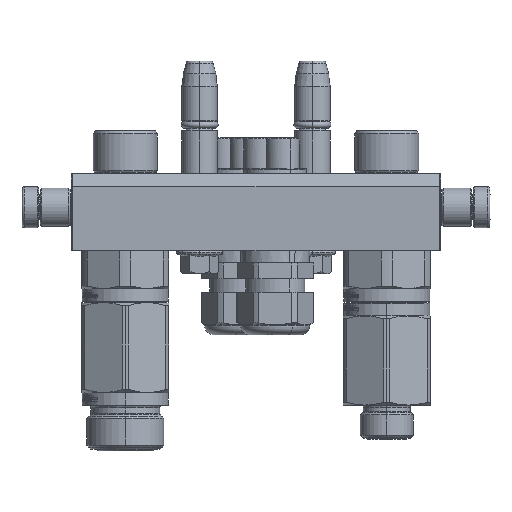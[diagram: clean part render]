
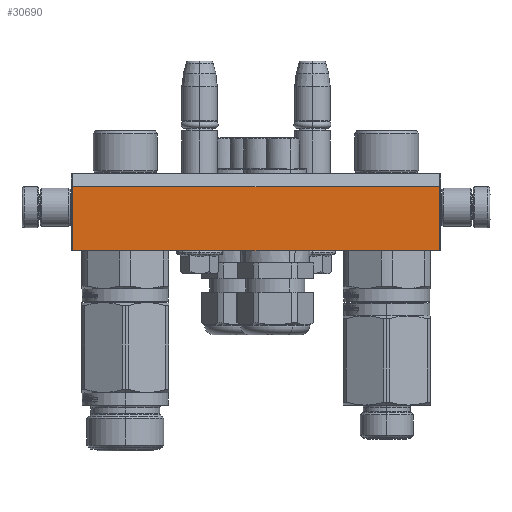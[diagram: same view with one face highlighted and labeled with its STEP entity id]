
A CAD part, left-side view. The second image highlights one B-rep face of the part: STEP entity #30690.
In plain terms, the highlighted face is planar.
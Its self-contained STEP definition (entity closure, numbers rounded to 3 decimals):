
#330 = DIRECTION ( 'NONE',  ( 0., 1., 0. ) ) ;
#843 = EDGE_LOOP ( 'NONE', ( #55831, #7184, #57758, #4437 ) ) ;
#4437 = ORIENTED_EDGE ( 'NONE', *, *, #81371, .T. ) ;
#7184 = ORIENTED_EDGE ( 'NONE', *, *, #52555, .F. ) ;
#7657 = EDGE_CURVE ( 'NONE', #16196, #19896, #81632, .T. ) ;
#8034 = AXIS2_PLACEMENT_3D ( 'NONE', #73174, #34802, #54409 ) ;
#8914 = DIRECTION ( 'NONE',  ( 0., 1., 0. ) ) ;
#13590 = CARTESIAN_POINT ( 'NONE',  ( 0.5, 30., -90. ) ) ;
#16196 = VERTEX_POINT ( 'NONE', #53721 ) ;
#19896 = VERTEX_POINT ( 'NONE', #55389 ) ;
#26421 = DIRECTION ( 'NONE',  ( -1., 0., 0. ) ) ;
#27775 = CARTESIAN_POINT ( 'NONE',  ( 143.5, 5., -90. ) ) ;
#30690 = ADVANCED_FACE ( 'NONE', ( #65636 ), #54691, .T. ) ;
#34802 = DIRECTION ( 'NONE',  ( 0., 0., -1. ) ) ;
#36580 = VECTOR ( 'NONE', #79073, 1000. ) ;
#37638 = VECTOR ( 'NONE', #26421, 1000. ) ;
#49310 = VECTOR ( 'NONE', #330, 1000. ) ;
#50428 = VERTEX_POINT ( 'NONE', #13590 ) ;
#51474 = VERTEX_POINT ( 'NONE', #72218 ) ;
#52555 = EDGE_CURVE ( 'NONE', #16196, #51474, #61090, .T. ) ;
#53721 = CARTESIAN_POINT ( 'NONE',  ( 143.5, 5., -90. ) ) ;
#54409 = DIRECTION ( 'NONE',  ( -1., 0., 0. ) ) ;
#54691 = PLANE ( 'NONE',  #8034 ) ;
#55389 = CARTESIAN_POINT ( 'NONE',  ( 0.5, 5., -90. ) ) ;
#55831 = ORIENTED_EDGE ( 'NONE', *, *, #79626, .F. ) ;
#56072 = VECTOR ( 'NONE', #8914, 1000. ) ;
#57758 = ORIENTED_EDGE ( 'NONE', *, *, #7657, .T. ) ;
#61090 = LINE ( 'NONE', #72858, #56072 ) ;
#64951 = CARTESIAN_POINT ( 'NONE',  ( 143.5, 30., -90. ) ) ;
#65636 = FACE_OUTER_BOUND ( 'NONE', #843, .T. ) ;
#71442 = LINE ( 'NONE', #76365, #49310 ) ;
#72218 = CARTESIAN_POINT ( 'NONE',  ( 143.5, 30., -90. ) ) ;
#72858 = CARTESIAN_POINT ( 'NONE',  ( 143.5, 5., -90. ) ) ;
#73174 = CARTESIAN_POINT ( 'NONE',  ( 144., 0., -90. ) ) ;
#74770 = LINE ( 'NONE', #64951, #37638 ) ;
#76365 = CARTESIAN_POINT ( 'NONE',  ( 0.5, 5., -90. ) ) ;
#79073 = DIRECTION ( 'NONE',  ( -1., 0., 0. ) ) ;
#79626 = EDGE_CURVE ( 'NONE', #51474, #50428, #74770, .T. ) ;
#81371 = EDGE_CURVE ( 'NONE', #19896, #50428, #71442, .T. ) ;
#81632 = LINE ( 'NONE', #27775, #36580 ) ;
